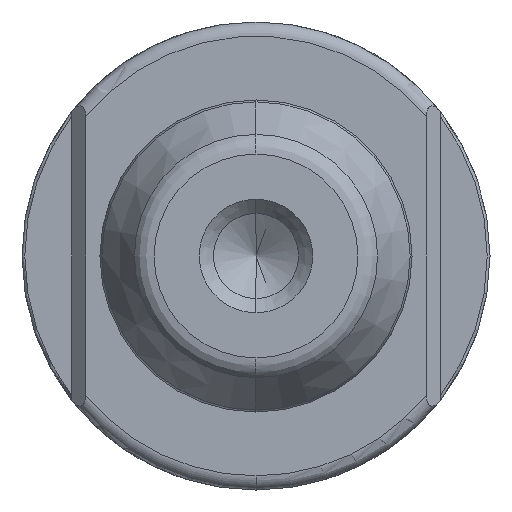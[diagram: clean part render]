
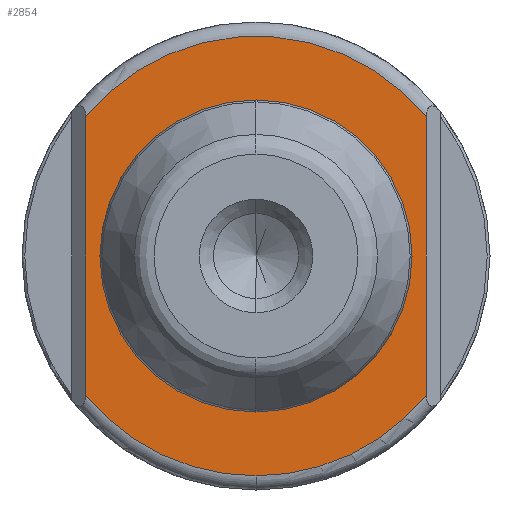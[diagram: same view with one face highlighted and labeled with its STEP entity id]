
A CAD part, left-side view. The second image highlights one B-rep face of the part: STEP entity #2854.
In plain terms, the highlighted planar face has unit normal (-1, 0, 0).
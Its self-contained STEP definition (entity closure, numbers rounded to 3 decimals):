
#115 = CARTESIAN_POINT ( 'NONE',  ( 54.491, 0., 0. ) ) ;
#258 = LINE ( 'NONE', #5346, #3738 ) ;
#268 = AXIS2_PLACEMENT_3D ( 'NONE', #309, #3501, #764 ) ;
#291 = CARTESIAN_POINT ( 'NONE',  ( 54.491, 6., -8.25 ) ) ;
#309 = CARTESIAN_POINT ( 'NONE',  ( 54.491, 0., 0. ) ) ;
#405 = ORIENTED_EDGE ( 'NONE', *, *, #1602, .F. ) ;
#451 = CARTESIAN_POINT ( 'NONE',  ( 54.491, 0., 5.5 ) ) ;
#455 = CARTESIAN_POINT ( 'NONE',  ( 54.491, 0., 0. ) ) ;
#494 = DIRECTION ( 'NONE',  ( 1., 0., 0. ) ) ;
#553 = DIRECTION ( 'NONE',  ( 0., 0., -1. ) ) ;
#580 = EDGE_LOOP ( 'NONE', ( #3266, #405 ) ) ;
#728 = EDGE_CURVE ( 'NONE', #4287, #5380, #3694, .T. ) ;
#746 = DIRECTION ( 'NONE',  ( 0., 0., -1. ) ) ;
#764 = DIRECTION ( 'NONE',  ( 0., 0., -1. ) ) ;
#810 = AXIS2_PLACEMENT_3D ( 'NONE', #1386, #4567, #1842 ) ;
#918 = DIRECTION ( 'NONE',  ( 0., 0., 1. ) ) ;
#1130 = VECTOR ( 'NONE', #746, 1000. ) ;
#1283 = DIRECTION ( 'NONE',  ( 0., 0., 1. ) ) ;
#1386 = CARTESIAN_POINT ( 'NONE',  ( 54.491, 0., 0. ) ) ;
#1480 = CARTESIAN_POINT ( 'NONE',  ( 54.491, 0., -5.5 ) ) ;
#1538 = VERTEX_POINT ( 'NONE', #2700 ) ;
#1602 = EDGE_CURVE ( 'NONE', #5380, #4287, #3208, .T. ) ;
#1770 = CIRCLE ( 'NONE', #268, 7.75 ) ;
#1842 = DIRECTION ( 'NONE',  ( 0., 0., 1. ) ) ;
#1849 = EDGE_CURVE ( 'NONE', #1538, #2589, #5726, .T. ) ;
#2283 = AXIS2_PLACEMENT_3D ( 'NONE', #455, #3645, #918 ) ;
#2536 = EDGE_CURVE ( 'NONE', #4653, #4257, #1770, .T. ) ;
#2589 = VERTEX_POINT ( 'NONE', #5688 ) ;
#2630 = EDGE_LOOP ( 'NONE', ( #4980, #2794, #3673, #3769, #5410 ) ) ;
#2669 = CARTESIAN_POINT ( 'NONE',  ( 54.491, 0., 0. ) ) ;
#2700 = CARTESIAN_POINT ( 'NONE',  ( 54.491, -6., 4.905 ) ) ;
#2794 = ORIENTED_EDGE ( 'NONE', *, *, #2536, .T. ) ;
#2854 = ADVANCED_FACE ( 'NONE', ( #4474, #4304 ), #4121, .F. ) ;
#3109 = VERTEX_POINT ( 'NONE', #5168 ) ;
#3129 = DIRECTION ( 'NONE',  ( 0., 0., -1. ) ) ;
#3208 = CIRCLE ( 'NONE', #810, 5.5 ) ;
#3266 = ORIENTED_EDGE ( 'NONE', *, *, #728, .F. ) ;
#3304 = DIRECTION ( 'NONE',  ( -1., 0., 0. ) ) ;
#3501 = DIRECTION ( 'NONE',  ( -1., 0., 0. ) ) ;
#3562 = AXIS2_PLACEMENT_3D ( 'NONE', #2669, #5823, #3129 ) ;
#3565 = LINE ( 'NONE', #291, #1130 ) ;
#3645 = DIRECTION ( 'NONE',  ( -1., 0., 0. ) ) ;
#3673 = ORIENTED_EDGE ( 'NONE', *, *, #4087, .T. ) ;
#3686 = DIRECTION ( 'NONE',  ( 0., 0., -1. ) ) ;
#3694 = CIRCLE ( 'NONE', #2283, 5.5 ) ;
#3738 = VECTOR ( 'NONE', #1283, 1000. ) ;
#3769 = ORIENTED_EDGE ( 'NONE', *, *, #1849, .T. ) ;
#4087 = EDGE_CURVE ( 'NONE', #4257, #1538, #258, .T. ) ;
#4121 = PLANE ( 'NONE',  #4315 ) ;
#4181 = AXIS2_PLACEMENT_3D ( 'NONE', #115, #3304, #553 ) ;
#4257 = VERTEX_POINT ( 'NONE', #4538 ) ;
#4287 = VERTEX_POINT ( 'NONE', #451 ) ;
#4304 = FACE_BOUND ( 'NONE', #580, .T. ) ;
#4315 = AXIS2_PLACEMENT_3D ( 'NONE', #5478, #494, #3686 ) ;
#4474 = FACE_OUTER_BOUND ( 'NONE', #2630, .T. ) ;
#4538 = CARTESIAN_POINT ( 'NONE',  ( 54.491, -6., -4.905 ) ) ;
#4567 = DIRECTION ( 'NONE',  ( -1., 0., 0. ) ) ;
#4653 = VERTEX_POINT ( 'NONE', #5272 ) ;
#4980 = ORIENTED_EDGE ( 'NONE', *, *, #5257, .T. ) ;
#5168 = CARTESIAN_POINT ( 'NONE',  ( 54.491, 6., -4.905 ) ) ;
#5257 = EDGE_CURVE ( 'NONE', #3109, #4653, #5466, .T. ) ;
#5272 = CARTESIAN_POINT ( 'NONE',  ( 54.491, 0., -7.75 ) ) ;
#5346 = CARTESIAN_POINT ( 'NONE',  ( 54.491, -6., -8.25 ) ) ;
#5380 = VERTEX_POINT ( 'NONE', #1480 ) ;
#5410 = ORIENTED_EDGE ( 'NONE', *, *, #5662, .T. ) ;
#5466 = CIRCLE ( 'NONE', #4181, 7.75 ) ;
#5478 = CARTESIAN_POINT ( 'NONE',  ( 54.491, 0., -8.25 ) ) ;
#5662 = EDGE_CURVE ( 'NONE', #2589, #3109, #3565, .T. ) ;
#5688 = CARTESIAN_POINT ( 'NONE',  ( 54.491, 6., 4.905 ) ) ;
#5726 = CIRCLE ( 'NONE', #3562, 7.75 ) ;
#5823 = DIRECTION ( 'NONE',  ( -1., 0., 0. ) ) ;
